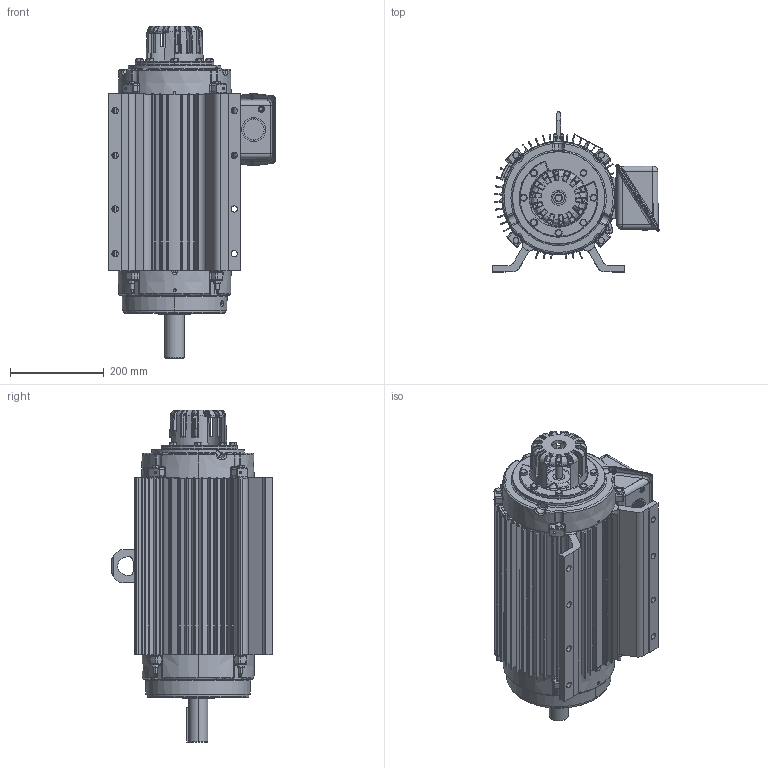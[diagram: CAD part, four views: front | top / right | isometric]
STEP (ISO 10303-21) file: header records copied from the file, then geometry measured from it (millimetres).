
FILE_DESCRIPTION (( 'STEP AP214' ), '1' );
FILE_NAME ('Y549-A772.STEP', '2022-01-26T13:41:25', ( '' ), ( '' ), 'SwSTEP 2.0', 'SolidWorks 2017', '' );
FILE_SCHEMA (( 'AUTOMOTIVE_DESIGN' ));
Length unit declared in the file: inch
Products named in the file (1): Y549-A772
Bounding box: 356.56 x 341.88 x 707.81 mm (x, y, z)
Volume: 6587949.1 mm3; surface area: 2101320.2 mm2
Topology: 42 solids, 42 shells, 3421 faces, 8688 edges, 5293 vertices
Faces by surface type: cylinder 959, plane 860, bspline 731, cone 387, torus 351, sphere 133
Entity records: 159548 total; most frequent: CARTESIAN_POINT 81957, ORIENTED_EDGE 17186, DIRECTION 15154, EDGE_CURVE 8593, AXIS2_PLACEMENT_3D 6087, VERTEX_POINT 5289, EDGE_LOOP 3608, FACE_OUTER_BOUND 3421
